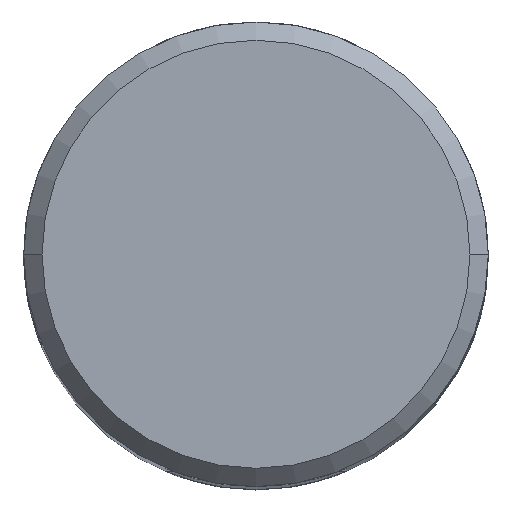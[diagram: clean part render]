
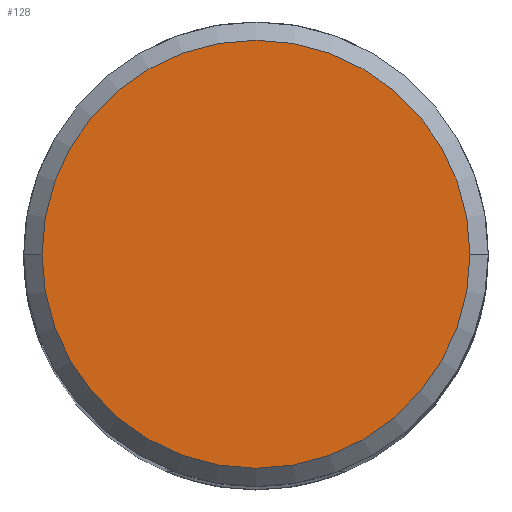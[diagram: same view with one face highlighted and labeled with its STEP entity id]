
A CAD part, top view. The second image highlights one B-rep face of the part: STEP entity #128.
In plain terms, the highlighted planar face has unit normal (0, 0, 1).
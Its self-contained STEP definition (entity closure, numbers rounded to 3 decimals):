
#128=ADVANCED_FACE('',(#161),#145,.F.);
#145=PLANE('',#469);
#161=FACE_OUTER_BOUND('',#189,.T.);
#189=EDGE_LOOP('',(#265,#266));
#265=ORIENTED_EDGE('',*,*,#391,.F.);
#266=ORIENTED_EDGE('',*,*,#395,.F.);
#349=VERTEX_POINT('',#710);
#350=VERTEX_POINT('',#711);
#391=EDGE_CURVE('',#349,#350,#413,.T.);
#395=EDGE_CURVE('',#350,#349,#415,.T.);
#413=CIRCLE('',#464,11.7);
#415=CIRCLE('',#468,11.7);
#464=AXIS2_PLACEMENT_3D('',#709,#542,#543);
#468=AXIS2_PLACEMENT_3D('',#717,#552,#553);
#469=AXIS2_PLACEMENT_3D('',#718,#554,#555);
#542=DIRECTION('',(0.,0.,-1.));
#543=DIRECTION('',(-1.,0.,0.));
#552=DIRECTION('',(0.,0.,-1.));
#553=DIRECTION('',(-1.,0.,0.));
#554=DIRECTION('',(0.,0.,-1.));
#555=DIRECTION('',(1.,0.,0.));
#709=CARTESIAN_POINT('',(0.,0.,0.));
#710=CARTESIAN_POINT('',(-11.7,0.,0.));
#711=CARTESIAN_POINT('',(11.7,0.,0.));
#717=CARTESIAN_POINT('',(0.,0.,0.));
#718=CARTESIAN_POINT('',(0.,3.,0.));
